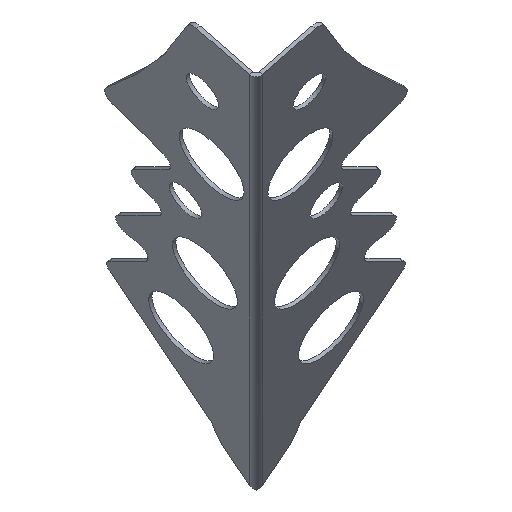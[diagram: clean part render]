
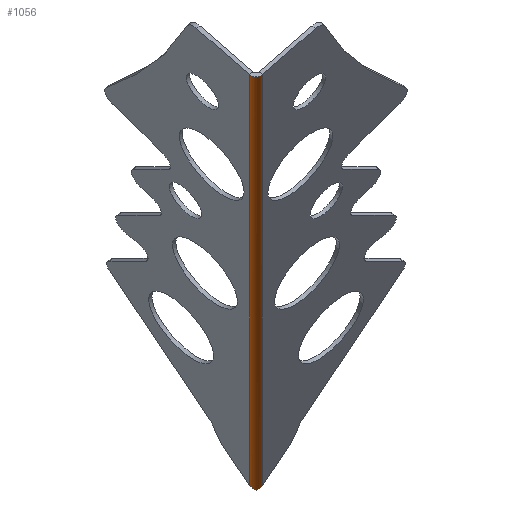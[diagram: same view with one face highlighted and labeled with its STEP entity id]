
A CAD part, left-side view. The second image highlights one B-rep face of the part: STEP entity #1056.
In plain terms, the highlighted cylindrical face has radius 2 mm (diameter 4 mm), a partial arc.
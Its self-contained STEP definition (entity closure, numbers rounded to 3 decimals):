
#69=B_SPLINE_CURVE_WITH_KNOTS('',3,(#1543,#1544,#1545,#1546),
 .UNSPECIFIED.,.F.,.F.,(4,4),(0.,0.785),.UNSPECIFIED.);
#70=B_SPLINE_CURVE_WITH_KNOTS('',3,(#1547,#1548,#1549,#1550),
 .UNSPECIFIED.,.F.,.F.,(4,4),(0.,0.785),.UNSPECIFIED.);
#81=CIRCLE('',#1129,2.);
#127=CYLINDRICAL_SURFACE('',#1128,2.);
#152=FACE_OUTER_BOUND('',#209,.T.);
#209=EDGE_LOOP('',(#723,#724,#725,#726,#727));
#290=LINE('',#1537,#375);
#291=LINE('',#1541,#376);
#375=VECTOR('',#1242,10.);
#376=VECTOR('',#1245,10.);
#455=VERTEX_POINT('',#1525);
#460=VERTEX_POINT('',#1536);
#461=VERTEX_POINT('',#1538);
#462=VERTEX_POINT('',#1540);
#463=VERTEX_POINT('',#1542);
#564=EDGE_CURVE('',#460,#455,#290,.T.);
#565=EDGE_CURVE('',#460,#461,#81,.T.);
#566=EDGE_CURVE('',#461,#462,#291,.T.);
#567=EDGE_CURVE('',#462,#463,#69,.T.);
#568=EDGE_CURVE('',#463,#455,#70,.T.);
#723=ORIENTED_EDGE('',*,*,#564,.F.);
#724=ORIENTED_EDGE('',*,*,#565,.T.);
#725=ORIENTED_EDGE('',*,*,#566,.T.);
#726=ORIENTED_EDGE('',*,*,#567,.T.);
#727=ORIENTED_EDGE('',*,*,#568,.T.);
#1056=ADVANCED_FACE('',(#152),#127,.T.);
#1128=AXIS2_PLACEMENT_3D('',#1535,#1240,#1241);
#1129=AXIS2_PLACEMENT_3D('',#1539,#1243,#1244);
#1240=DIRECTION('center_axis',(-0.866,0.,
0.5));
#1241=DIRECTION('ref_axis',(-0.354,0.707,-0.612));
#1242=DIRECTION('',(0.866,0.,-0.5));
#1243=DIRECTION('center_axis',(0.866,0.,
-0.5));
#1244=DIRECTION('ref_axis',(-0.354,-0.707,-0.612));
#1245=DIRECTION('',(0.866,0.,-0.5));
#1525=CARTESIAN_POINT('',(-0.811,-1.322,0.575));
#1535=CARTESIAN_POINT('Origin',(-77.189,0.093,46.305));
#1536=CARTESIAN_POINT('',(-155.838,-1.322,90.08));
#1537=CARTESIAN_POINT('',(-41.783,-1.322,24.231));
#1538=CARTESIAN_POINT('',(-155.838,1.507,90.08));
#1539=CARTESIAN_POINT('Origin',(-155.131,0.093,91.305));
#1540=CARTESIAN_POINT('',(-0.811,1.507,0.575));
#1541=CARTESIAN_POINT('',(-41.783,1.507,24.231));
#1542=CARTESIAN_POINT('',(-0.247,0.093,-0.427));
#1543=CARTESIAN_POINT('Ctrl Pts',(-0.811,1.507,0.575));
#1544=CARTESIAN_POINT('Ctrl Pts',(-0.71,1.137,0.089));
#1545=CARTESIAN_POINT('Ctrl Pts',(-0.532,0.616,
-0.262));
#1546=CARTESIAN_POINT('Ctrl Pts',(-0.247,0.093,
-0.427));
#1547=CARTESIAN_POINT('Ctrl Pts',(-0.247,0.093,
-0.427));
#1548=CARTESIAN_POINT('Ctrl Pts',(-0.532,-0.431,
-0.262));
#1549=CARTESIAN_POINT('Ctrl Pts',(-0.71,-0.951,
0.089));
#1550=CARTESIAN_POINT('Ctrl Pts',(-0.811,-1.322,
0.575));
